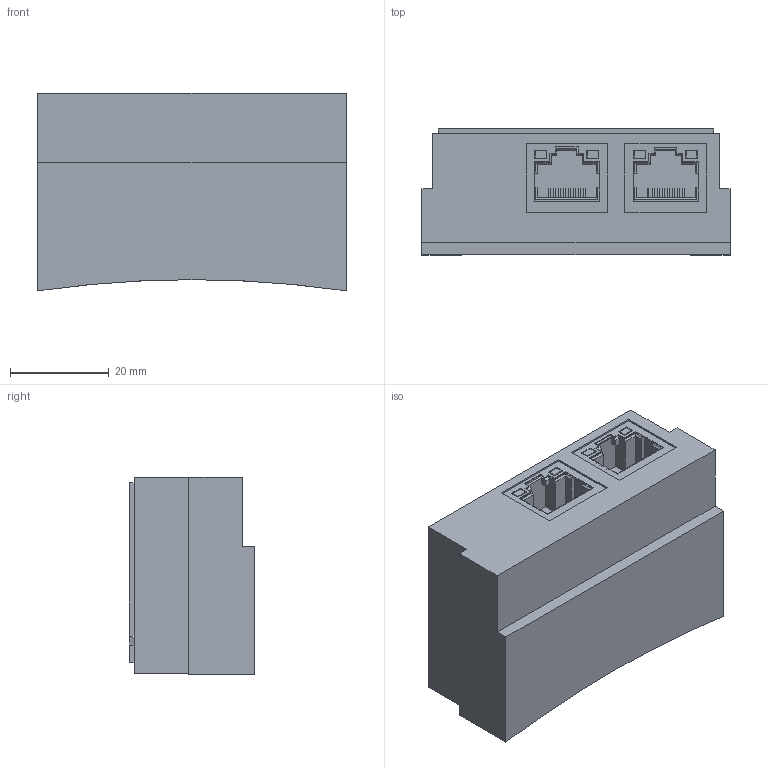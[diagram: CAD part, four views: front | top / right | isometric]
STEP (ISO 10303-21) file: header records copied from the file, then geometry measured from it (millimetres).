
FILE_DESCRIPTION (( 'STEP AP214' ), '1' );
FILE_NAME ('CFW320 CETH.STEP', '2024-09-11T00:47:52', ( '' ), ( '' ), 'SwSTEP 2.0', 'SolidWorks 2021', '' );
FILE_SCHEMA (( 'AUTOMOTIVE_DESIGN' ));
Length unit declared in the file: inch
Products named in the file (1): CFW320 CETH
Bounding box: 62.5 x 25.5 x 40.1 mm (x, y, z)
Volume: 54960.6 mm3; surface area: 10912.3 mm2
Topology: 1 solids, 5 shells, 276 faces, 740 edges, 488 vertices
Faces by surface type: plane 255, cylinder 21
Entity records: 8556 total; most frequent: CARTESIAN_POINT 1505, ORIENTED_EDGE 1480, DIRECTION 1338, EDGE_CURVE 740, VECTOR 696, LINE 696, VERTEX_POINT 488, EDGE_LOOP 322
